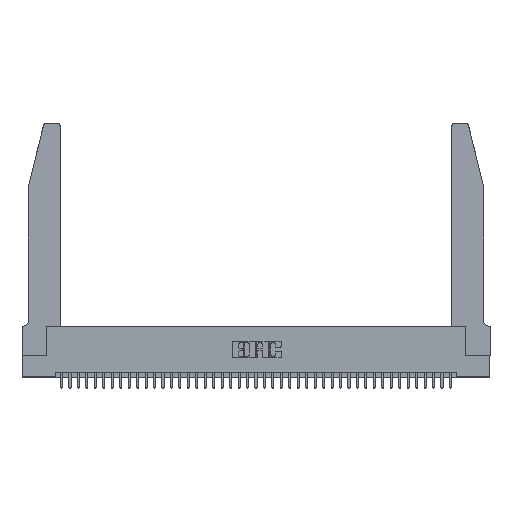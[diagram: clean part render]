
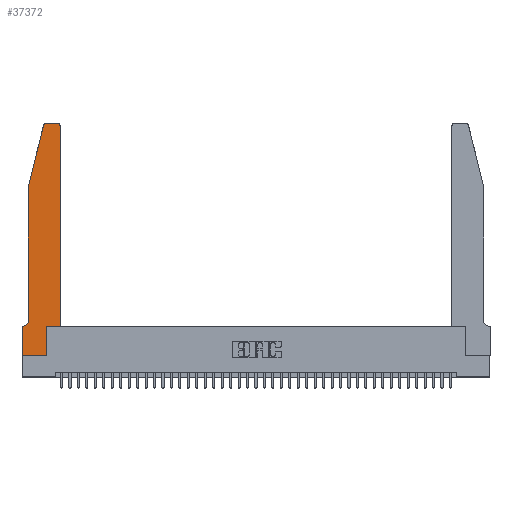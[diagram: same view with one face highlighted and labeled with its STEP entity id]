
A CAD part, top view. The second image highlights one B-rep face of the part: STEP entity #37372.
In plain terms, the highlighted planar face has unit normal (0, 0, 1).
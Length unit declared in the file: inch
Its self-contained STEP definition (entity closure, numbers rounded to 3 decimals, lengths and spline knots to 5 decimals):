
#580 = CARTESIAN_POINT ( 'NONE',  ( 0.4205, 2.75, 0.37 ) ) ;
#1690 = DIRECTION ( 'NONE',  ( 0., 0., 1. ) ) ;
#2087 = DIRECTION ( 'NONE',  ( 0., 1., 0. ) ) ;
#2261 = DIRECTION ( 'NONE',  ( 1., 0., 0. ) ) ;
#2529 = CARTESIAN_POINT ( 'NONE',  ( 0.284, 2.75, 0.37 ) ) ;
#3312 = DIRECTION ( 'NONE',  ( 0., 1., 0. ) ) ;
#4507 = EDGE_CURVE ( 'NONE', #28180, #24507, #39194, .T. ) ;
#5677 = EDGE_CURVE ( 'NONE', #14915, #28180, #6516, .T. ) ;
#6516 = LINE ( 'NONE', #15062, #38203 ) ;
#6595 = LINE ( 'NONE', #40100, #39247 ) ;
#7121 = LINE ( 'NONE', #21575, #38809 ) ;
#7315 = VERTEX_POINT ( 'NONE', #36655 ) ;
#7680 = CARTESIAN_POINT ( 'NONE',  ( 0., 0., 0.37 ) ) ;
#8296 = CARTESIAN_POINT ( 'NONE',  ( 0.0055, 0.35, 0.37 ) ) ;
#8956 = CIRCLE ( 'NONE', #29664, 0.07 ) ;
#9322 = EDGE_CURVE ( 'NONE', #27879, #12895, #40826, .T. ) ;
#10176 = ORIENTED_EDGE ( 'NONE', *, *, #5677, .T. ) ;
#10440 = FACE_OUTER_BOUND ( 'NONE', #27615, .T. ) ;
#10460 = CARTESIAN_POINT ( 'NONE',  ( 0.0055, 0.42, 0.37 ) ) ;
#11841 = DIRECTION ( 'NONE',  ( -1., 0., 0. ) ) ;
#12109 = VERTEX_POINT ( 'NONE', #580 ) ;
#12895 = VERTEX_POINT ( 'NONE', #22775 ) ;
#13641 = DIRECTION ( 'NONE',  ( -1., 0., 0. ) ) ;
#13827 = EDGE_CURVE ( 'NONE', #20014, #34323, #29535, .T. ) ;
#14577 = CARTESIAN_POINT ( 'NONE',  ( 0.2865, 0.35, 0.37 ) ) ;
#14790 = CARTESIAN_POINT ( 'NONE',  ( 0.4205, 2.72, 0.37 ) ) ;
#14915 = VERTEX_POINT ( 'NONE', #8296 ) ;
#15062 = CARTESIAN_POINT ( 'NONE',  ( 0.0755, 0.35, 0.37 ) ) ;
#15624 = VECTOR ( 'NONE', #27458, 39.37008 ) ;
#15641 = EDGE_CURVE ( 'NONE', #12109, #20014, #6595, .T. ) ;
#16000 = CARTESIAN_POINT ( 'NONE',  ( 0.25487, 2.72718, 0.37 ) ) ;
#16326 = ORIENTED_EDGE ( 'NONE', *, *, #22646, .T. ) ;
#16373 = VECTOR ( 'NONE', #2261, 39.37008 ) ;
#16467 = ORIENTED_EDGE ( 'NONE', *, *, #37174, .T. ) ;
#17060 = CARTESIAN_POINT ( 'NONE',  ( 0., 0.35, 0.37 ) ) ;
#17549 = CARTESIAN_POINT ( 'NONE',  ( 0.284, 2.72, 0.37 ) ) ;
#17841 = EDGE_CURVE ( 'NONE', #31237, #31251, #29975, .T. ) ;
#17880 = ORIENTED_EDGE ( 'NONE', *, *, #32631, .T. ) ;
#18006 = DIRECTION ( 'NONE',  ( 1., 0., 0. ) ) ;
#18094 = CARTESIAN_POINT ( 'NONE',  ( 0.4505, 0.35, 0.37 ) ) ;
#18300 = AXIS2_PLACEMENT_3D ( 'NONE', #20700, #1690, #23899 ) ;
#18384 = DIRECTION ( 'NONE',  ( -0.239, -0.971, 0. ) ) ;
#18777 = LINE ( 'NONE', #39972, #34580 ) ;
#19036 = CARTESIAN_POINT ( 'NONE',  ( 0., 0., 0.37 ) ) ;
#19203 = CARTESIAN_POINT ( 'NONE',  ( 0., 0., 0.37 ) ) ;
#20014 = VERTEX_POINT ( 'NONE', #2529 ) ;
#20331 = ORIENTED_EDGE ( 'NONE', *, *, #40644, .T. ) ;
#20700 = CARTESIAN_POINT ( 'NONE',  ( 0., 0.35, 0.37 ) ) ;
#20737 = DIRECTION ( 'NONE',  ( 1., 0., 0. ) ) ;
#20813 = ORIENTED_EDGE ( 'NONE', *, *, #4507, .T. ) ;
#21197 = DIRECTION ( 'NONE',  ( -1., 0., 0. ) ) ;
#21575 = CARTESIAN_POINT ( 'NONE',  ( 0.0755, 2., 0.37 ) ) ;
#21594 = VECTOR ( 'NONE', #3312, 39.37008 ) ;
#22333 = CARTESIAN_POINT ( 'NONE',  ( 0.2865, 0.35, 0.37 ) ) ;
#22388 = ORIENTED_EDGE ( 'NONE', *, *, #26095, .T. ) ;
#22646 = EDGE_CURVE ( 'NONE', #7315, #25714, #18777, .T. ) ;
#22713 = ORIENTED_EDGE ( 'NONE', *, *, #30123, .T. ) ;
#22775 = CARTESIAN_POINT ( 'NONE',  ( 0.0755, 0.42, 0.37 ) ) ;
#23618 = ORIENTED_EDGE ( 'NONE', *, *, #13827, .T. ) ;
#23899 = DIRECTION ( 'NONE',  ( 1., 0., 0. ) ) ;
#24507 = VERTEX_POINT ( 'NONE', #19203 ) ;
#24803 = LINE ( 'NONE', #18094, #16373 ) ;
#24814 = AXIS2_PLACEMENT_3D ( 'NONE', #17549, #39635, #20737 ) ;
#25497 = CIRCLE ( 'NONE', #33566, 0.03 ) ;
#25714 = VERTEX_POINT ( 'NONE', #40770 ) ;
#26095 = EDGE_CURVE ( 'NONE', #34323, #27879, #7121, .T. ) ;
#27319 = CARTESIAN_POINT ( 'NONE',  ( 0.0755, 2., 0.37 ) ) ;
#27458 = DIRECTION ( 'NONE',  ( 0., -1., 0. ) ) ;
#27576 = VECTOR ( 'NONE', #29841, 39.37008 ) ;
#27615 = EDGE_LOOP ( 'NONE', ( #36778, #23618, #22388, #34176, #16467, #10176, #20813, #20331, #36578, #17880, #16326, #22713 ) ) ;
#27879 = VERTEX_POINT ( 'NONE', #40836 ) ;
#28180 = VERTEX_POINT ( 'NONE', #17060 ) ;
#29535 = CIRCLE ( 'NONE', #24814, 0.03 ) ;
#29664 = AXIS2_PLACEMENT_3D ( 'NONE', #10460, #32579, #13641 ) ;
#29841 = DIRECTION ( 'NONE',  ( 1., 0., 0. ) ) ;
#29975 = LINE ( 'NONE', #22333, #21594 ) ;
#30123 = EDGE_CURVE ( 'NONE', #25714, #12109, #25497, .T. ) ;
#31237 = VERTEX_POINT ( 'NONE', #33501 ) ;
#31251 = VERTEX_POINT ( 'NONE', #14577 ) ;
#32579 = DIRECTION ( 'NONE',  ( 0., 0., -1. ) ) ;
#32631 = EDGE_CURVE ( 'NONE', #31251, #7315, #24803, .T. ) ;
#33501 = CARTESIAN_POINT ( 'NONE',  ( 0.2865, 0., 0.37 ) ) ;
#33566 = AXIS2_PLACEMENT_3D ( 'NONE', #14790, #36887, #18006 ) ;
#34176 = ORIENTED_EDGE ( 'NONE', *, *, #9322, .T. ) ;
#34323 = VERTEX_POINT ( 'NONE', #16000 ) ;
#34580 = VECTOR ( 'NONE', #2087, 39.37008 ) ;
#34982 = LINE ( 'NONE', #7680, #27576 ) ;
#36407 = PLANE ( 'NONE',  #18300 ) ;
#36578 = ORIENTED_EDGE ( 'NONE', *, *, #17841, .T. ) ;
#36655 = CARTESIAN_POINT ( 'NONE',  ( 0.4505, 0.35, 0.37 ) ) ;
#36778 = ORIENTED_EDGE ( 'NONE', *, *, #15641, .T. ) ;
#36887 = DIRECTION ( 'NONE',  ( 0., 0., 1. ) ) ;
#37174 = EDGE_CURVE ( 'NONE', #12895, #14915, #8956, .T. ) ;
#37372 = ADVANCED_FACE ( 'NONE', ( #10440 ), #36407, .T. ) ;
#37944 = DIRECTION ( 'NONE',  ( 0., -1., 0. ) ) ;
#38203 = VECTOR ( 'NONE', #11841, 39.37008 ) ;
#38234 = VECTOR ( 'NONE', #37944, 39.37008 ) ;
#38809 = VECTOR ( 'NONE', #18384, 39.37008 ) ;
#39194 = LINE ( 'NONE', #19036, #38234 ) ;
#39247 = VECTOR ( 'NONE', #21197, 39.37008 ) ;
#39635 = DIRECTION ( 'NONE',  ( 0., 0., 1. ) ) ;
#39972 = CARTESIAN_POINT ( 'NONE',  ( 0.4505, 0.35, 0.37 ) ) ;
#40100 = CARTESIAN_POINT ( 'NONE',  ( 0.2605, 2.75, 0.37 ) ) ;
#40644 = EDGE_CURVE ( 'NONE', #24507, #31237, #34982, .T. ) ;
#40770 = CARTESIAN_POINT ( 'NONE',  ( 0.4505, 2.72, 0.37 ) ) ;
#40826 = LINE ( 'NONE', #27319, #15624 ) ;
#40836 = CARTESIAN_POINT ( 'NONE',  ( 0.0755, 2., 0.37 ) ) ;
